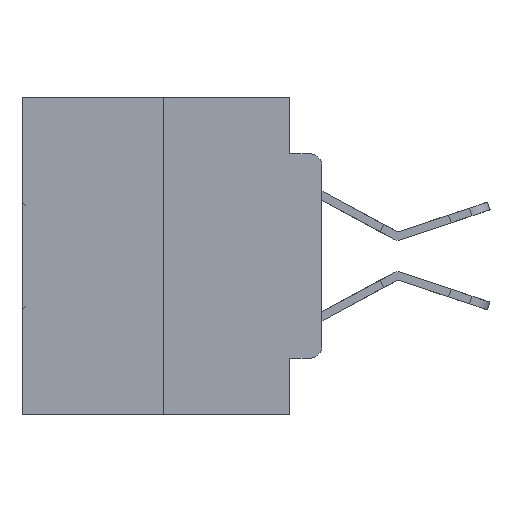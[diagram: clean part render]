
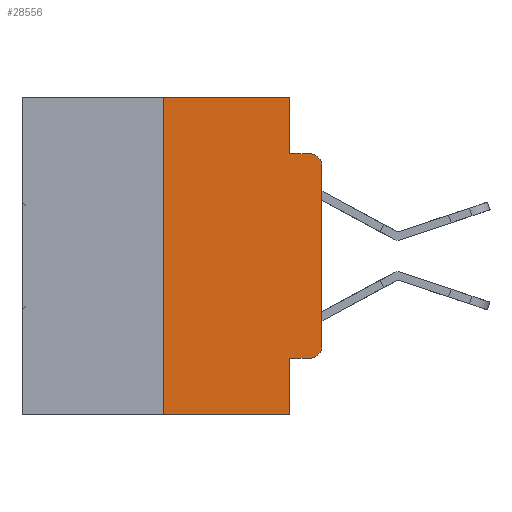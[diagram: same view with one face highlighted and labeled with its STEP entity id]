
A CAD part, left-side view. The second image highlights one B-rep face of the part: STEP entity #28556.
In plain terms, the highlighted planar face has unit normal (-1, 0, 0).
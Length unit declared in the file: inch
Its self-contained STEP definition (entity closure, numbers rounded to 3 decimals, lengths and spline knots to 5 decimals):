
#107 = VECTOR ( 'NONE', #21605, 39.37008 ) ;
#144 = DIRECTION ( 'NONE',  ( -1., 0., 0. ) ) ;
#740 = DIRECTION ( 'NONE',  ( 0., -1., 0. ) ) ;
#809 = EDGE_CURVE ( 'NONE', #28290, #11657, #5035, .T. ) ;
#1361 = ORIENTED_EDGE ( 'NONE', *, *, #25017, .F. ) ;
#1440 = VERTEX_POINT ( 'NONE', #12685 ) ;
#1561 = LINE ( 'NONE', #6862, #21291 ) ;
#1798 = CARTESIAN_POINT ( 'NONE',  ( 0., 0., -0.3915 ) ) ;
#2397 = EDGE_LOOP ( 'NONE', ( #22908, #31058, #8115, #14993, #23303, #11357, #16257, #1361, #10739, #25021 ) ) ;
#3335 = EDGE_CURVE ( 'NONE', #10168, #1440, #7003, .T. ) ;
#4809 = CARTESIAN_POINT ( 'NONE',  ( 0., 0.051, -0.4115 ) ) ;
#5035 = LINE ( 'NONE', #25321, #13585 ) ;
#5628 = VERTEX_POINT ( 'NONE', #29637 ) ;
#6608 = EDGE_CURVE ( 'NONE', #26378, #13467, #13700, .T. ) ;
#6862 = CARTESIAN_POINT ( 'NONE',  ( 0., 0.25, 0. ) ) ;
#7003 = LINE ( 'NONE', #21578, #107 ) ;
#8022 = PLANE ( 'NONE',  #13552 ) ;
#8115 = ORIENTED_EDGE ( 'NONE', *, *, #10375, .F. ) ;
#8224 = VECTOR ( 'NONE', #740, 39.37008 ) ;
#8472 = CARTESIAN_POINT ( 'NONE',  ( 0., 0.051, -0.0885 ) ) ;
#8775 = CARTESIAN_POINT ( 'NONE',  ( 0., 0.051, -0.4115 ) ) ;
#9056 = CARTESIAN_POINT ( 'NONE',  ( 0., 0.051, 0. ) ) ;
#9466 = CARTESIAN_POINT ( 'NONE',  ( 0., 0.02, -0.1085 ) ) ;
#10168 = VERTEX_POINT ( 'NONE', #23003 ) ;
#10311 = FACE_OUTER_BOUND ( 'NONE', #2397, .T. ) ;
#10375 = EDGE_CURVE ( 'NONE', #15965, #5628, #28448, .T. ) ;
#10637 = CARTESIAN_POINT ( 'NONE',  ( 0., 0.473, 0. ) ) ;
#10739 = ORIENTED_EDGE ( 'NONE', *, *, #21234, .T. ) ;
#10752 = VECTOR ( 'NONE', #13684, 39.37008 ) ;
#11357 = ORIENTED_EDGE ( 'NONE', *, *, #13581, .F. ) ;
#11371 = DIRECTION ( 'NONE',  ( 0., -1., 0. ) ) ;
#11533 = VECTOR ( 'NONE', #12971, 39.37008 ) ;
#11657 = VERTEX_POINT ( 'NONE', #30934 ) ;
#12050 = DIRECTION ( 'NONE',  ( 0., 0., -1. ) ) ;
#12098 = DIRECTION ( 'NONE',  ( 0., 0., 1. ) ) ;
#12685 = CARTESIAN_POINT ( 'NONE',  ( 0., 0.051, -0.5 ) ) ;
#12971 = DIRECTION ( 'NONE',  ( 0., 0., -1. ) ) ;
#13228 = DIRECTION ( 'NONE',  ( 0., 0., -1. ) ) ;
#13467 = VERTEX_POINT ( 'NONE', #9056 ) ;
#13552 = AXIS2_PLACEMENT_3D ( 'NONE', #10637, #28309, #13228 ) ;
#13581 = EDGE_CURVE ( 'NONE', #10168, #26378, #1561, .T. ) ;
#13585 = VECTOR ( 'NONE', #25099, 39.37008 ) ;
#13684 = DIRECTION ( 'NONE',  ( 0., 0., -1. ) ) ;
#13700 = LINE ( 'NONE', #29748, #18863 ) ;
#14993 = ORIENTED_EDGE ( 'NONE', *, *, #16818, .F. ) ;
#15325 = DIRECTION ( 'NONE',  ( 0., -1., 0. ) ) ;
#15669 = CARTESIAN_POINT ( 'NONE',  ( 0., 0.02, -0.3915 ) ) ;
#15965 = VERTEX_POINT ( 'NONE', #25329 ) ;
#16257 = ORIENTED_EDGE ( 'NONE', *, *, #3335, .T. ) ;
#16738 = AXIS2_PLACEMENT_3D ( 'NONE', #15669, #144, #18199 ) ;
#16818 = EDGE_CURVE ( 'NONE', #13467, #15965, #30873, .T. ) ;
#17113 = VERTEX_POINT ( 'NONE', #17452 ) ;
#17452 = CARTESIAN_POINT ( 'NONE',  ( 0., 0.02, -0.4115 ) ) ;
#17517 = CIRCLE ( 'NONE', #19502, 0.02 ) ;
#17693 = EDGE_CURVE ( 'NONE', #11657, #5628, #17517, .T. ) ;
#18199 = DIRECTION ( 'NONE',  ( 0., 0., -1. ) ) ;
#18553 = CARTESIAN_POINT ( 'NONE',  ( 0., 0.25, 0. ) ) ;
#18863 = VECTOR ( 'NONE', #15325, 39.37008 ) ;
#19502 = AXIS2_PLACEMENT_3D ( 'NONE', #9466, #27210, #12050 ) ;
#21234 = EDGE_CURVE ( 'NONE', #26143, #17113, #26034, .T. ) ;
#21291 = VECTOR ( 'NONE', #12098, 39.37008 ) ;
#21578 = CARTESIAN_POINT ( 'NONE',  ( 0., 0.473, -0.5 ) ) ;
#21605 = DIRECTION ( 'NONE',  ( 0., -1., 0. ) ) ;
#22908 = ORIENTED_EDGE ( 'NONE', *, *, #809, .T. ) ;
#23003 = CARTESIAN_POINT ( 'NONE',  ( 0., 0.25, -0.5 ) ) ;
#23303 = ORIENTED_EDGE ( 'NONE', *, *, #6608, .F. ) ;
#25017 = EDGE_CURVE ( 'NONE', #26143, #1440, #31626, .T. ) ;
#25021 = ORIENTED_EDGE ( 'NONE', *, *, #32656, .T. ) ;
#25099 = DIRECTION ( 'NONE',  ( 0., 0., 1. ) ) ;
#25284 = CIRCLE ( 'NONE', #16738, 0.02 ) ;
#25321 = CARTESIAN_POINT ( 'NONE',  ( 0., 0., 0. ) ) ;
#25329 = CARTESIAN_POINT ( 'NONE',  ( 0., 0.051, -0.0885 ) ) ;
#26034 = LINE ( 'NONE', #8775, #32626 ) ;
#26143 = VERTEX_POINT ( 'NONE', #4809 ) ;
#26378 = VERTEX_POINT ( 'NONE', #18553 ) ;
#27210 = DIRECTION ( 'NONE',  ( -1., 0., 0. ) ) ;
#28163 = CARTESIAN_POINT ( 'NONE',  ( 0., 0.051, 0. ) ) ;
#28290 = VERTEX_POINT ( 'NONE', #1798 ) ;
#28309 = DIRECTION ( 'NONE',  ( 1., 0., 0. ) ) ;
#28448 = LINE ( 'NONE', #8472, #8224 ) ;
#28556 = ADVANCED_FACE ( 'NONE', ( #10311 ), #8022, .F. ) ;
#28744 = CARTESIAN_POINT ( 'NONE',  ( 0., 0.051, 0. ) ) ;
#29637 = CARTESIAN_POINT ( 'NONE',  ( 0., 0.02, -0.0885 ) ) ;
#29748 = CARTESIAN_POINT ( 'NONE',  ( 0., 0.473, 0. ) ) ;
#30873 = LINE ( 'NONE', #28744, #10752 ) ;
#30934 = CARTESIAN_POINT ( 'NONE',  ( 0., 0., -0.1085 ) ) ;
#31058 = ORIENTED_EDGE ( 'NONE', *, *, #17693, .T. ) ;
#31626 = LINE ( 'NONE', #28163, #11533 ) ;
#32626 = VECTOR ( 'NONE', #11371, 39.37008 ) ;
#32656 = EDGE_CURVE ( 'NONE', #17113, #28290, #25284, .T. ) ;
